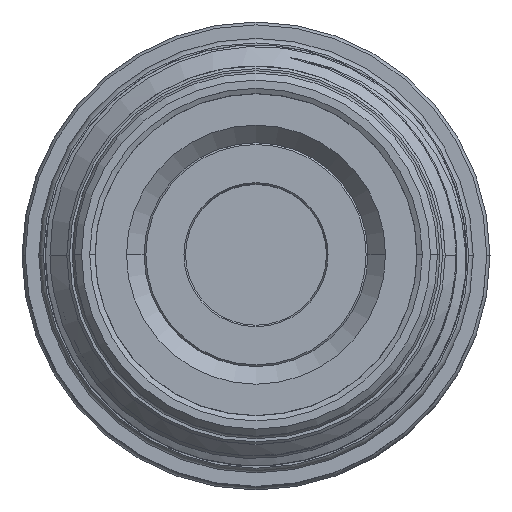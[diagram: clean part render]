
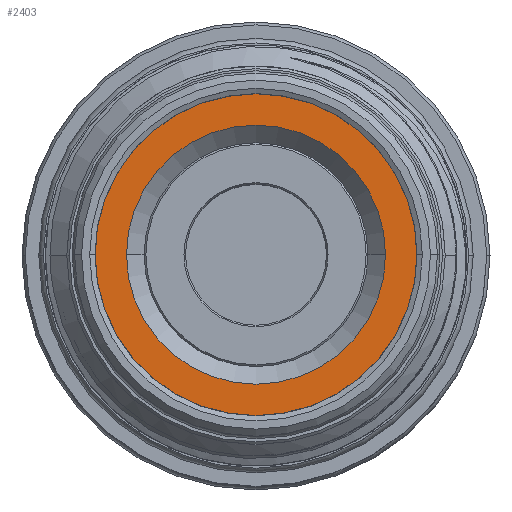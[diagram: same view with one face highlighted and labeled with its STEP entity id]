
A CAD part, top view. The second image highlights one B-rep face of the part: STEP entity #2403.
In plain terms, the highlighted planar face has unit normal (0, 0, 1).
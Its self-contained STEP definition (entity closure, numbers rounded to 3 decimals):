
#293 = CIRCLE ( 'NONE', #17870, 18.26 ) ;
#372 = DIRECTION ( 'NONE',  ( -1., 0., 0. ) ) ;
#1224 = CARTESIAN_POINT ( 'NONE',  ( 0., 0., 103.038 ) ) ;
#1227 = VERTEX_POINT ( 'NONE', #6426 ) ;
#1938 = EDGE_CURVE ( 'NONE', #3029, #1227, #9944, .T. ) ;
#2295 = CIRCLE ( 'NONE', #15631, 18.26 ) ;
#2394 = ORIENTED_EDGE ( 'NONE', *, *, #10114, .F. ) ;
#2403 = ADVANCED_FACE ( 'NONE', ( #3198, #9923 ), #14933, .F. ) ;
#2749 = DIRECTION ( 'NONE',  ( -1., 0., 0. ) ) ;
#2981 = DIRECTION ( 'NONE',  ( 0., 0., -1. ) ) ;
#3029 = VERTEX_POINT ( 'NONE', #5942 ) ;
#3198 = FACE_OUTER_BOUND ( 'NONE', #16321, .T. ) ;
#3798 = AXIS2_PLACEMENT_3D ( 'NONE', #9552, #15616, #11007 ) ;
#3837 = ORIENTED_EDGE ( 'NONE', *, *, #11374, .F. ) ;
#3985 = AXIS2_PLACEMENT_3D ( 'NONE', #19168, #14485, #17655 ) ;
#4374 = CARTESIAN_POINT ( 'NONE',  ( -18.26, 0., 103.038 ) ) ;
#5087 = EDGE_CURVE ( 'NONE', #11729, #13517, #2295, .T. ) ;
#5942 = CARTESIAN_POINT ( 'NONE',  ( -14.7, 0., 103.038 ) ) ;
#6426 = CARTESIAN_POINT ( 'NONE',  ( 14.7, 0., 103.038 ) ) ;
#9552 = CARTESIAN_POINT ( 'NONE',  ( 0., 0., 103.038 ) ) ;
#9617 = DIRECTION ( 'NONE',  ( 0., 0., -1. ) ) ;
#9738 = AXIS2_PLACEMENT_3D ( 'NONE', #1224, #11934, #2749 ) ;
#9923 = FACE_BOUND ( 'NONE', #13751, .T. ) ;
#9944 = CIRCLE ( 'NONE', #3798, 14.7 ) ;
#10114 = EDGE_CURVE ( 'NONE', #13517, #11729, #293, .T. ) ;
#10442 = CARTESIAN_POINT ( 'NONE',  ( 18.26, 0., 103.038 ) ) ;
#11007 = DIRECTION ( 'NONE',  ( 1., 0., 0. ) ) ;
#11374 = EDGE_CURVE ( 'NONE', #1227, #3029, #17517, .T. ) ;
#11435 = ORIENTED_EDGE ( 'NONE', *, *, #5087, .F. ) ;
#11729 = VERTEX_POINT ( 'NONE', #4374 ) ;
#11934 = DIRECTION ( 'NONE',  ( 0., 0., -1. ) ) ;
#12177 = CARTESIAN_POINT ( 'NONE',  ( 0., 0., 103.038 ) ) ;
#13517 = VERTEX_POINT ( 'NONE', #10442 ) ;
#13751 = EDGE_LOOP ( 'NONE', ( #3837, #18117 ) ) ;
#14485 = DIRECTION ( 'NONE',  ( 0., 0., 1. ) ) ;
#14933 = PLANE ( 'NONE',  #9738 ) ;
#15616 = DIRECTION ( 'NONE',  ( 0., 0., 1. ) ) ;
#15631 = AXIS2_PLACEMENT_3D ( 'NONE', #12177, #2981, #19644 ) ;
#16321 = EDGE_LOOP ( 'NONE', ( #11435, #2394 ) ) ;
#17517 = CIRCLE ( 'NONE', #3985, 14.7 ) ;
#17655 = DIRECTION ( 'NONE',  ( 1., 0., 0. ) ) ;
#17870 = AXIS2_PLACEMENT_3D ( 'NONE', #18635, #9617, #372 ) ;
#18117 = ORIENTED_EDGE ( 'NONE', *, *, #1938, .F. ) ;
#18635 = CARTESIAN_POINT ( 'NONE',  ( 0., 0., 103.038 ) ) ;
#19168 = CARTESIAN_POINT ( 'NONE',  ( 0., 0., 103.038 ) ) ;
#19644 = DIRECTION ( 'NONE',  ( -1., 0., 0. ) ) ;
